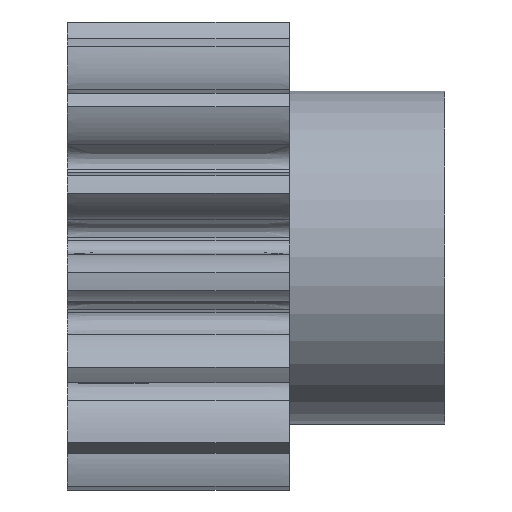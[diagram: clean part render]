
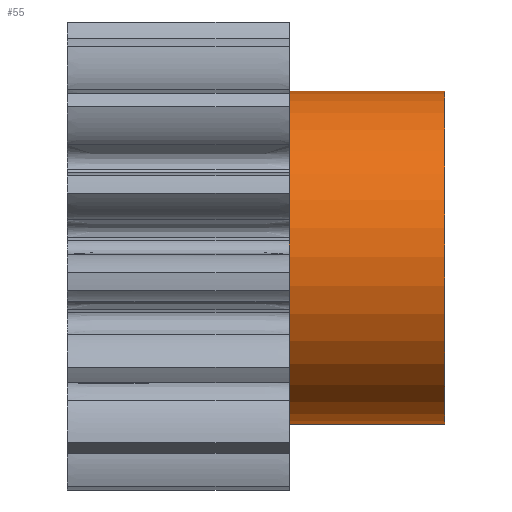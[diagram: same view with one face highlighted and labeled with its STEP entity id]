
A CAD part, top view. The second image highlights one B-rep face of the part: STEP entity #55.
In plain terms, the highlighted cylindrical face has radius 7.5 mm (diameter 15 mm), a full revolution.
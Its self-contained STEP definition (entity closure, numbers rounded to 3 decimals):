
#55=ADVANCED_FACE('',(#951,#953,#955),#957,.T.);
#951=FACE_OUTER_BOUND('',#952,.T.);
#952=EDGE_LOOP('',(#1598));
#953=FACE_OUTER_BOUND('',#954,.T.);
#954=EDGE_LOOP('',(#1599));
#955=FACE_BOUND('',#956,.T.);
#956=EDGE_LOOP('',(#1600));
#957=CYLINDRICAL_SURFACE('',#958,7.5);
#958=AXIS2_PLACEMENT_3D('',#959,#960,#961);
#959=CARTESIAN_POINT('',(10.,0.,0.));
#960=DIRECTION('',(1.,0.,0.));
#961=DIRECTION('',(0.,0.,-1.));
#1598=ORIENTED_EDGE('',*,*,#4030,.F.);
#1599=ORIENTED_EDGE('',*,*,#4031,.T.);
#1600=ORIENTED_EDGE('',*,*,#4032,.T.);
#4030=EDGE_CURVE('',#4316,#4316,#4317,.T.);
#4031=EDGE_CURVE('',#4318,#4318,#4319,.T.);
#4032=EDGE_CURVE('',#4320,#4320,#4321,.F.);
#4316=VERTEX_POINT('',#4794);
#4317=CIRCLE('',#4795,7.5);
#4318=VERTEX_POINT('',#4799);
#4319=CIRCLE('',#4800,7.5);
#4320=VERTEX_POINT('',#4804);
#4321=B_SPLINE_CURVE_WITH_KNOTS('',3,
(#4805,#4806,#4807,#4808,#4809,#4810,#4811,#4812,#4813,#4814,#4815,#4816,#4817,#4818,
#4819,#4820,#4821,#4822,#4823,#4824,#4825,#4826,#4827,#4828,#4829,#4830,#4831,#4832,
#4833,#4834,#4835,#4836,#4837,#4838,#4839,#4840,#4841,#4842,#4843,#4844,#4845,#4846,
#4847,#4848,#4849,#4850,#4851,#4852,#4853,#4854,#4855,#4856,#4857,#4858,#4859,#4860,
#4861,#4862,#4863,#4864,#4865,#4866),
.UNSPECIFIED.,.T.,.F.,
(4,1,1,1,1,1,1,1,1,1,1,1,1,1,1,1,1,1,1,1,1,1,1,1,1,1,1,1,1,1,1,1,1,1,1,1,1,1,1,1,
1,1,1,1,1,1,1,1,1,1,1,1,1,1,1,1,1,1,1,4),
(0.,0.022,0.043,0.064,0.081,
0.097,0.111,0.127,0.144,0.163,
0.182,0.201,0.218,0.234,0.25,
0.254,0.278,0.302,0.324,0.341,
0.357,0.379,0.405,0.429,0.447,
0.463,0.48,0.5,0.5,0.52,
0.54,0.56,0.578,0.593,0.608,
0.623,0.641,0.66,0.679,0.698,
0.716,0.733,0.749,0.75,0.766,
0.783,0.8,0.818,0.837,0.856,
0.874,0.889,0.904,0.919,0.937,
0.957,0.973,0.984,0.992,1.),
.UNSPECIFIED.);
#4794=CARTESIAN_POINT('',(17.,0.,-7.5));
#4795=AXIS2_PLACEMENT_3D('',#4796,#4797,#4798);
#4796=CARTESIAN_POINT('',(17.,0.,0.));
#4797=DIRECTION('',(1.,0.,0.));
#4798=DIRECTION('',(0.,0.,-1.));
#4799=CARTESIAN_POINT('',(10.,0.,-7.5));
#4800=AXIS2_PLACEMENT_3D('',#4801,#4802,#4803);
#4801=CARTESIAN_POINT('',(10.,0.,0.));
#4802=DIRECTION('',(1.,0.,0.));
#4803=DIRECTION('',(0.,0.,-1.));
#4804=CARTESIAN_POINT('',(14.729,-6.495,-3.75));
#4805=CARTESIAN_POINT('',(14.729,-6.495,-3.75));
#4806=CARTESIAN_POINT('',(14.729,-6.523,-3.701));
#4807=CARTESIAN_POINT('',(14.722,-6.578,-3.604));
#4808=CARTESIAN_POINT('',(14.688,-6.654,-3.462));
#4809=CARTESIAN_POINT('',(14.638,-6.719,-3.333));
#4810=CARTESIAN_POINT('',(14.577,-6.774,-3.22));
#4811=CARTESIAN_POINT('',(14.511,-6.818,-3.126));
#4812=CARTESIAN_POINT('',(14.44,-6.856,-3.041));
#4813=CARTESIAN_POINT('',(14.357,-6.892,-2.958));
#4814=CARTESIAN_POINT('',(14.256,-6.927,-2.876));
#4815=CARTESIAN_POINT('',(14.139,-6.958,-2.8));
#4816=CARTESIAN_POINT('',(14.01,-6.983,-2.737));
#4817=CARTESIAN_POINT('',(13.879,-7.002,-2.689));
#4818=CARTESIAN_POINT('',(13.749,-7.014,-2.657));
#4819=CARTESIAN_POINT('',(13.623,-7.021,-2.639));
#4820=CARTESIAN_POINT('',(13.531,-7.022,-2.634));
#4821=CARTESIAN_POINT('',(13.42,-7.022,-2.635));
#4822=CARTESIAN_POINT('',(13.285,-7.017,-2.648));
#4823=CARTESIAN_POINT('',(13.11,-7.001,-2.691));
#4824=CARTESIAN_POINT('',(12.96,-6.978,-2.75));
#4825=CARTESIAN_POINT('',(12.836,-6.952,-2.816));
#4826=CARTESIAN_POINT('',(12.719,-6.919,-2.894));
#4827=CARTESIAN_POINT('',(12.597,-6.875,-2.998));
#4828=CARTESIAN_POINT('',(12.481,-6.816,-3.131));
#4829=CARTESIAN_POINT('',(12.394,-6.751,-3.268));
#4830=CARTESIAN_POINT('',(12.338,-6.69,-3.391));
#4831=CARTESIAN_POINT('',(12.301,-6.632,-3.504));
#4832=CARTESIAN_POINT('',(12.277,-6.568,-3.622));
#4833=CARTESIAN_POINT('',(12.271,-6.52,-3.707));
#4834=CARTESIAN_POINT('',(12.271,-6.469,-3.796));
#4835=CARTESIAN_POINT('',(12.277,-6.416,-3.885));
#4836=CARTESIAN_POINT('',(12.307,-6.336,-4.014));
#4837=CARTESIAN_POINT('',(12.353,-6.259,-4.133));
#4838=CARTESIAN_POINT('',(12.41,-6.189,-4.236));
#4839=CARTESIAN_POINT('',(12.473,-6.129,-4.323));
#4840=CARTESIAN_POINT('',(12.543,-6.074,-4.4));
#4841=CARTESIAN_POINT('',(12.624,-6.019,-4.475));
#4842=CARTESIAN_POINT('',(12.723,-5.964,-4.547));
#4843=CARTESIAN_POINT('',(12.839,-5.912,-4.615));
#4844=CARTESIAN_POINT('',(12.968,-5.868,-4.671));
#4845=CARTESIAN_POINT('',(13.101,-5.833,-4.714));
#4846=CARTESIAN_POINT('',(13.235,-5.81,-4.743));
#4847=CARTESIAN_POINT('',(13.365,-5.796,-4.76));
#4848=CARTESIAN_POINT('',(13.453,-5.793,-4.764));
#4849=CARTESIAN_POINT('',(13.538,-5.793,-4.764));
#4850=CARTESIAN_POINT('',(13.624,-5.795,-4.761));
#4851=CARTESIAN_POINT('',(13.751,-5.808,-4.745));
#4852=CARTESIAN_POINT('',(13.883,-5.83,-4.718));
#4853=CARTESIAN_POINT('',(14.015,-5.863,-4.677));
#4854=CARTESIAN_POINT('',(14.143,-5.906,-4.623));
#4855=CARTESIAN_POINT('',(14.26,-5.956,-4.559));
#4856=CARTESIAN_POINT('',(14.36,-6.009,-4.488));
#4857=CARTESIAN_POINT('',(14.443,-6.063,-4.415));
#4858=CARTESIAN_POINT('',(14.514,-6.118,-4.339));
#4859=CARTESIAN_POINT('',(14.579,-6.178,-4.253));
#4860=CARTESIAN_POINT('',(14.639,-6.248,-4.15));
#4861=CARTESIAN_POINT('',(14.684,-6.319,-4.041));
#4862=CARTESIAN_POINT('',(14.711,-6.382,-3.94));
#4863=CARTESIAN_POINT('',(14.723,-6.428,-3.864));
#4864=CARTESIAN_POINT('',(14.728,-6.464,-3.804));
#4865=CARTESIAN_POINT('',(14.729,-6.485,-3.768));
#4866=CARTESIAN_POINT('',(14.729,-6.495,-3.75));
